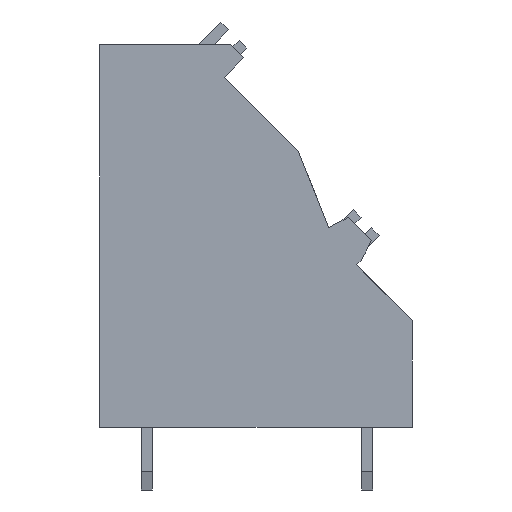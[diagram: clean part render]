
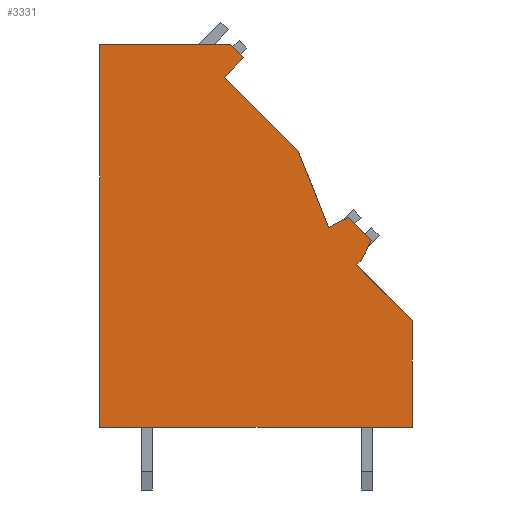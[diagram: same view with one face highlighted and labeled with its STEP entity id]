
A CAD part, left-side view. The second image highlights one B-rep face of the part: STEP entity #3331.
In plain terms, the highlighted planar face has unit normal (-1, 0, 0).
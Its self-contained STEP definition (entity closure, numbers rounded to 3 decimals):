
#219 = VECTOR ( 'NONE', #2811, 1000. ) ;
#249 = VECTOR ( 'NONE', #5253, 1000. ) ;
#894 = VECTOR ( 'NONE', #12942, 1000. ) ;
#948 = VECTOR ( 'NONE', #13022, 1000. ) ;
#1091 = EDGE_CURVE ( 'NONE', #1194, #8063, #8259, .T. ) ;
#1104 = VERTEX_POINT ( 'NONE', #10527 ) ;
#1194 = VERTEX_POINT ( 'NONE', #1661 ) ;
#1486 = DIRECTION ( 'NONE',  ( 0., 0.707, -0.707 ) ) ;
#1628 = CARTESIAN_POINT ( 'NONE',  ( -3.25, -8.5, 5.8 ) ) ;
#1661 = CARTESIAN_POINT ( 'NONE',  ( -3.25, -5.005, 11.416 ) ) ;
#1707 = DIRECTION ( 'NONE',  ( 0., 0.884, -0.467 ) ) ;
#1765 = ORIENTED_EDGE ( 'NONE', *, *, #8999, .T. ) ;
#2221 = CARTESIAN_POINT ( 'NONE',  ( -3.25, -8.5, 20.8 ) ) ;
#2301 = VERTEX_POINT ( 'NONE', #14401 ) ;
#2480 = LINE ( 'NONE', #11668, #948 ) ;
#2489 = DIRECTION ( 'NONE',  ( 0., -1., 0. ) ) ;
#2563 = LINE ( 'NONE', #5940, #12344 ) ;
#2636 = EDGE_CURVE ( 'NONE', #2301, #10223, #3952, .T. ) ;
#2811 = DIRECTION ( 'NONE',  ( 0., 0.371, 0.928 ) ) ;
#3158 = CARTESIAN_POINT ( 'NONE',  ( -3.25, -8.5, 0. ) ) ;
#3218 = DIRECTION ( 'NONE',  ( 0., 0., -1. ) ) ;
#3331 = ADVANCED_FACE ( 'NONE', ( #13124 ), #9496, .F. ) ;
#3365 = VERTEX_POINT ( 'NONE', #4693 ) ;
#3424 = CARTESIAN_POINT ( 'NONE',  ( -3.25, -4.758, 11.664 ) ) ;
#3459 = ORIENTED_EDGE ( 'NONE', *, *, #5147, .T. ) ;
#3702 = EDGE_CURVE ( 'NONE', #10223, #5599, #2563, .T. ) ;
#3706 = DIRECTION ( 'NONE',  ( 0., 0., -1. ) ) ;
#3717 = DIRECTION ( 'NONE',  ( 0., -0.707, -0.707 ) ) ;
#3853 = LINE ( 'NONE', #5931, #4421 ) ;
#3912 = EDGE_CURVE ( 'NONE', #7636, #7431, #12728, .T. ) ;
#3952 = LINE ( 'NONE', #4172, #219 ) ;
#3996 = VERTEX_POINT ( 'NONE', #10891 ) ;
#4082 = VERTEX_POINT ( 'NONE', #3158 ) ;
#4172 = CARTESIAN_POINT ( 'NONE',  ( -3.25, 1.19, 23.724 ) ) ;
#4421 = VECTOR ( 'NONE', #1486, 1000. ) ;
#4693 = CARTESIAN_POINT ( 'NONE',  ( -3.25, 8.5, 0. ) ) ;
#4878 = DIRECTION ( 'NONE',  ( 0., -0.707, -0.707 ) ) ;
#4966 = LINE ( 'NONE', #13257, #9849 ) ;
#5147 = EDGE_CURVE ( 'NONE', #1194, #2301, #8749, .T. ) ;
#5253 = DIRECTION ( 'NONE',  ( 0., -1., 0. ) ) ;
#5569 = EDGE_LOOP ( 'NONE', ( #8400, #14528, #9589, #1765, #7938, #13383, #12290, #12149, #13431, #3459, #11046, #11890, #10926 ) ) ;
#5599 = VERTEX_POINT ( 'NONE', #5699 ) ;
#5699 = CARTESIAN_POINT ( 'NONE',  ( -3.25, 1.732, 19.032 ) ) ;
#5931 = CARTESIAN_POINT ( 'NONE',  ( -3.25, 0.672, 20.093 ) ) ;
#5940 = CARTESIAN_POINT ( 'NONE',  ( -3.25, 6., 23.3 ) ) ;
#6077 = LINE ( 'NONE', #9673, #7317 ) ;
#6116 = DIRECTION ( 'NONE',  ( 1., 0., 0. ) ) ;
#6920 = EDGE_CURVE ( 'NONE', #11635, #7431, #11562, .T. ) ;
#7093 = CARTESIAN_POINT ( 'NONE',  ( -3.25, 8.5, 0. ) ) ;
#7202 = EDGE_CURVE ( 'NONE', #12306, #5599, #3853, .T. ) ;
#7317 = VECTOR ( 'NONE', #4878, 1000. ) ;
#7431 = VERTEX_POINT ( 'NONE', #11950 ) ;
#7457 = CARTESIAN_POINT ( 'NONE',  ( -3.25, -3.955, 10.862 ) ) ;
#7636 = VERTEX_POINT ( 'NONE', #12982 ) ;
#7938 = ORIENTED_EDGE ( 'NONE', *, *, #14437, .F. ) ;
#8063 = VERTEX_POINT ( 'NONE', #8836 ) ;
#8237 = EDGE_CURVE ( 'NONE', #1104, #12306, #6077, .T. ) ;
#8259 = LINE ( 'NONE', #3424, #12576 ) ;
#8303 = CARTESIAN_POINT ( 'NONE',  ( -3.25, -6.525, 9.896 ) ) ;
#8382 = VECTOR ( 'NONE', #2489, 1000. ) ;
#8400 = ORIENTED_EDGE ( 'NONE', *, *, #8237, .F. ) ;
#8749 = LINE ( 'NONE', #7457, #14502 ) ;
#8836 = CARTESIAN_POINT ( 'NONE',  ( -3.25, -6.278, 10.143 ) ) ;
#8999 = EDGE_CURVE ( 'NONE', #3365, #4082, #11751, .T. ) ;
#9436 = CARTESIAN_POINT ( 'NONE',  ( -3.25, -2.3, 15. ) ) ;
#9496 = PLANE ( 'NONE',  #11878 ) ;
#9589 = ORIENTED_EDGE ( 'NONE', *, *, #12835, .T. ) ;
#9673 = CARTESIAN_POINT ( 'NONE',  ( -3.25, 2.439, 21.861 ) ) ;
#9823 = CARTESIAN_POINT ( 'NONE',  ( -3.25, 8.5, 20.8 ) ) ;
#9849 = VECTOR ( 'NONE', #3706, 1000. ) ;
#10223 = VERTEX_POINT ( 'NONE', #9436 ) ;
#10341 = DIRECTION ( 'NONE',  ( 0., 0.707, 0.707 ) ) ;
#10485 = CARTESIAN_POINT ( 'NONE',  ( -3.25, 7.5, 21.8 ) ) ;
#10527 = CARTESIAN_POINT ( 'NONE',  ( -3.25, 1.379, 20.8 ) ) ;
#10754 = EDGE_CURVE ( 'NONE', #7636, #8063, #2480, .T. ) ;
#10891 = CARTESIAN_POINT ( 'NONE',  ( -3.25, 8.5, 20.8 ) ) ;
#10926 = ORIENTED_EDGE ( 'NONE', *, *, #7202, .F. ) ;
#11046 = ORIENTED_EDGE ( 'NONE', *, *, #2636, .T. ) ;
#11562 = LINE ( 'NONE', #10485, #13603 ) ;
#11563 = VECTOR ( 'NONE', #3218, 1000. ) ;
#11635 = VERTEX_POINT ( 'NONE', #1628 ) ;
#11668 = CARTESIAN_POINT ( 'NONE',  ( -3.25, -5.723, 9.094 ) ) ;
#11703 = EDGE_CURVE ( 'NONE', #3996, #1104, #12261, .T. ) ;
#11751 = LINE ( 'NONE', #7093, #8382 ) ;
#11878 = AXIS2_PLACEMENT_3D ( 'NONE', #11990, #6116, #14106 ) ;
#11890 = ORIENTED_EDGE ( 'NONE', *, *, #3702, .T. ) ;
#11950 = CARTESIAN_POINT ( 'NONE',  ( -3.25, -5.465, 8.835 ) ) ;
#11990 = CARTESIAN_POINT ( 'NONE',  ( -3.25, 8.5, 20.8 ) ) ;
#12149 = ORIENTED_EDGE ( 'NONE', *, *, #10754, .T. ) ;
#12261 = LINE ( 'NONE', #9823, #249 ) ;
#12290 = ORIENTED_EDGE ( 'NONE', *, *, #3912, .F. ) ;
#12306 = VERTEX_POINT ( 'NONE', #13180 ) ;
#12344 = VECTOR ( 'NONE', #13034, 1000. ) ;
#12576 = VECTOR ( 'NONE', #3717, 1000. ) ;
#12728 = LINE ( 'NONE', #8303, #894 ) ;
#12835 = EDGE_CURVE ( 'NONE', #3996, #3365, #4966, .T. ) ;
#12942 = DIRECTION ( 'NONE',  ( 0., 0.707, -0.707 ) ) ;
#12982 = CARTESIAN_POINT ( 'NONE',  ( -3.25, -5.723, 9.094 ) ) ;
#13022 = DIRECTION ( 'NONE',  ( 0., -0.467, 0.884 ) ) ;
#13034 = DIRECTION ( 'NONE',  ( 0., 0.707, 0.707 ) ) ;
#13124 = FACE_OUTER_BOUND ( 'NONE', #5569, .T. ) ;
#13180 = CARTESIAN_POINT ( 'NONE',  ( -3.25, 0.672, 20.093 ) ) ;
#13257 = CARTESIAN_POINT ( 'NONE',  ( -3.25, 8.5, 20.8 ) ) ;
#13383 = ORIENTED_EDGE ( 'NONE', *, *, #6920, .T. ) ;
#13431 = ORIENTED_EDGE ( 'NONE', *, *, #1091, .F. ) ;
#13603 = VECTOR ( 'NONE', #10341, 1000. ) ;
#13607 = LINE ( 'NONE', #2221, #11563 ) ;
#14106 = DIRECTION ( 'NONE',  ( 0., 1., 0. ) ) ;
#14401 = CARTESIAN_POINT ( 'NONE',  ( -3.25, -3.955, 10.862 ) ) ;
#14437 = EDGE_CURVE ( 'NONE', #11635, #4082, #13607, .T. ) ;
#14502 = VECTOR ( 'NONE', #1707, 1000. ) ;
#14528 = ORIENTED_EDGE ( 'NONE', *, *, #11703, .F. ) ;
